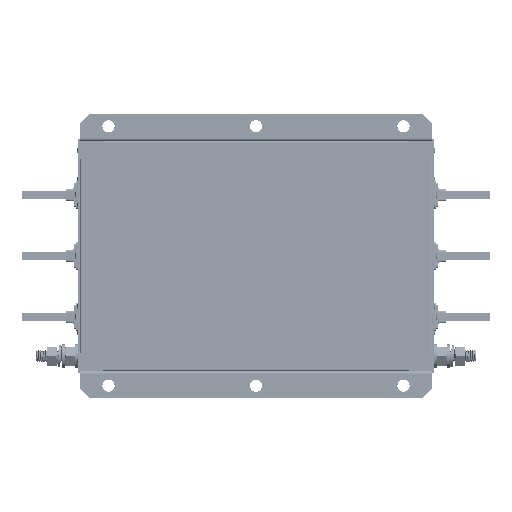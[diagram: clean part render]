
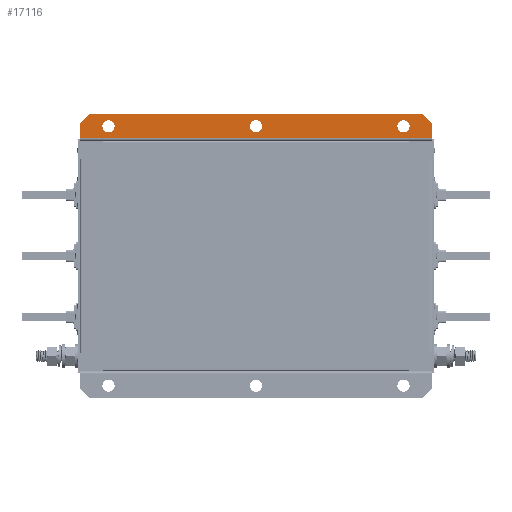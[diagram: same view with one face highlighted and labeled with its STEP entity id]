
A CAD part, front view. The second image highlights one B-rep face of the part: STEP entity #17116.
In plain terms, the highlighted face is planar.
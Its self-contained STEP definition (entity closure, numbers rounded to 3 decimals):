
#117 = LINE ( 'NONE', #21054, #22783 ) ;
#233 = CIRCLE ( 'NONE', #18205, 6. ) ;
#401 = DIRECTION ( 'NONE',  ( 0., 0., 1. ) ) ;
#510 = CARTESIAN_POINT ( 'NONE',  ( 0., 170., -121.5 ) ) ;
#956 = LINE ( 'NONE', #6546, #25001 ) ;
#1186 = CARTESIAN_POINT ( 'NONE',  ( 145., 170., -127.5 ) ) ;
#1593 = CIRCLE ( 'NONE', #11515, 6. ) ;
#1703 = ORIENTED_EDGE ( 'NONE', *, *, #3551, .T. ) ;
#1769 = CARTESIAN_POINT ( 'NONE',  ( 173., 170., -115.5 ) ) ;
#2657 = EDGE_CURVE ( 'NONE', #9836, #27258, #9711, .T. ) ;
#3551 = EDGE_CURVE ( 'NONE', #16084, #20192, #9193, .T. ) ;
#3578 = CARTESIAN_POINT ( 'NONE',  ( 145., 170., -127.5 ) ) ;
#4207 = CARTESIAN_POINT ( 'NONE',  ( -145., 170., -127.5 ) ) ;
#5259 = CARTESIAN_POINT ( 'NONE',  ( 0., 170., -133.5 ) ) ;
#5575 = CARTESIAN_POINT ( 'NONE',  ( -145., 170., -121.5 ) ) ;
#6106 = FACE_BOUND ( 'NONE', #11590, .T. ) ;
#6492 = EDGE_CURVE ( 'NONE', #35975, #34726, #7009, .T. ) ;
#6546 = CARTESIAN_POINT ( 'NONE',  ( -173., 170., 0. ) ) ;
#6881 = DIRECTION ( 'NONE',  ( -0.707, 0., 0.707 ) ) ;
#6952 = DIRECTION ( 'NONE',  ( 0., 0., 1. ) ) ;
#7009 = CIRCLE ( 'NONE', #18233, 6. ) ;
#7314 = CARTESIAN_POINT ( 'NONE',  ( 0., 170., -127.5 ) ) ;
#8117 = AXIS2_PLACEMENT_3D ( 'NONE', #4207, #21536, #27367 ) ;
#9193 = LINE ( 'NONE', #32944, #20582 ) ;
#9711 = LINE ( 'NONE', #21602, #11845 ) ;
#9836 = VERTEX_POINT ( 'NONE', #1769 ) ;
#10322 = EDGE_CURVE ( 'NONE', #14027, #27258, #956, .T. ) ;
#10525 = EDGE_LOOP ( 'NONE', ( #34490, #32564 ) ) ;
#11515 = AXIS2_PLACEMENT_3D ( 'NONE', #7314, #36665, #6952 ) ;
#11590 = EDGE_LOOP ( 'NONE', ( #36708, #13708 ) ) ;
#11845 = VECTOR ( 'NONE', #15771, 1000. ) ;
#12514 = FACE_BOUND ( 'NONE', #10525, .T. ) ;
#12554 = CARTESIAN_POINT ( 'NONE',  ( -145., 170., -133.5 ) ) ;
#12774 = DIRECTION ( 'NONE',  ( 0., 0., 1. ) ) ;
#13167 = CARTESIAN_POINT ( 'NONE',  ( 173., 170., -130. ) ) ;
#13230 = CARTESIAN_POINT ( 'NONE',  ( -145., 170., -127.5 ) ) ;
#13549 = LINE ( 'NONE', #34344, #31843 ) ;
#13708 = ORIENTED_EDGE ( 'NONE', *, *, #26998, .F. ) ;
#13916 = ORIENTED_EDGE ( 'NONE', *, *, #34766, .T. ) ;
#14027 = VERTEX_POINT ( 'NONE', #26638 ) ;
#14428 = ORIENTED_EDGE ( 'NONE', *, *, #10322, .T. ) ;
#14680 = PLANE ( 'NONE',  #28047 ) ;
#15237 = FACE_BOUND ( 'NONE', #24517, .T. ) ;
#15626 = VERTEX_POINT ( 'NONE', #5259 ) ;
#15771 = DIRECTION ( 'NONE',  ( -1., 0., 0. ) ) ;
#16006 = LINE ( 'NONE', #33537, #27441 ) ;
#16084 = VERTEX_POINT ( 'NONE', #16896 ) ;
#16896 = CARTESIAN_POINT ( 'NONE',  ( 163., 170., -140. ) ) ;
#17116 = ADVANCED_FACE ( 'NONE', ( #12514, #15237, #6106, #24372 ), #14680, .F. ) ;
#17347 = CIRCLE ( 'NONE', #36546, 6. ) ;
#17803 = ORIENTED_EDGE ( 'NONE', *, *, #23470, .F. ) ;
#18174 = DIRECTION ( 'NONE',  ( -1., 0., 0. ) ) ;
#18205 = AXIS2_PLACEMENT_3D ( 'NONE', #24473, #36483, #401 ) ;
#18233 = AXIS2_PLACEMENT_3D ( 'NONE', #1186, #36873, #24496 ) ;
#18585 = CARTESIAN_POINT ( 'NONE',  ( 145., 170., -121.5 ) ) ;
#20192 = VERTEX_POINT ( 'NONE', #20202 ) ;
#20202 = CARTESIAN_POINT ( 'NONE',  ( -163., 170., -140. ) ) ;
#20582 = VECTOR ( 'NONE', #18174, 1000. ) ;
#20591 = ORIENTED_EDGE ( 'NONE', *, *, #32599, .T. ) ;
#20720 = DIRECTION ( 'NONE',  ( 0., 0., 1. ) ) ;
#21054 = CARTESIAN_POINT ( 'NONE',  ( 163., 170., -140. ) ) ;
#21075 = CARTESIAN_POINT ( 'NONE',  ( 0., 170., 0. ) ) ;
#21262 = DIRECTION ( 'NONE',  ( 0., 0., -1. ) ) ;
#21452 = CIRCLE ( 'NONE', #22702, 6. ) ;
#21536 = DIRECTION ( 'NONE',  ( 0., 1., 0. ) ) ;
#21602 = CARTESIAN_POINT ( 'NONE',  ( -173., 170., -115.5 ) ) ;
#21973 = EDGE_CURVE ( 'NONE', #35940, #16084, #117, .T. ) ;
#22702 = AXIS2_PLACEMENT_3D ( 'NONE', #3578, #29673, #20720 ) ;
#22783 = VECTOR ( 'NONE', #29634, 1000. ) ;
#23470 = EDGE_CURVE ( 'NONE', #34726, #35975, #21452, .T. ) ;
#24120 = EDGE_CURVE ( 'NONE', #25166, #15626, #1593, .T. ) ;
#24372 = FACE_OUTER_BOUND ( 'NONE', #34369, .T. ) ;
#24473 = CARTESIAN_POINT ( 'NONE',  ( 0., 170., -127.5 ) ) ;
#24496 = DIRECTION ( 'NONE',  ( 0., 0., 1. ) ) ;
#24517 = EDGE_LOOP ( 'NONE', ( #17803, #30088 ) ) ;
#25001 = VECTOR ( 'NONE', #12774, 1000. ) ;
#25071 = DIRECTION ( 'NONE',  ( 0., 1., 0. ) ) ;
#25166 = VERTEX_POINT ( 'NONE', #510 ) ;
#26638 = CARTESIAN_POINT ( 'NONE',  ( -173., 170., -130. ) ) ;
#26998 = EDGE_CURVE ( 'NONE', #31686, #28118, #17347, .T. ) ;
#27145 = ORIENTED_EDGE ( 'NONE', *, *, #21973, .T. ) ;
#27258 = VERTEX_POINT ( 'NONE', #37229 ) ;
#27367 = DIRECTION ( 'NONE',  ( 0., 0., 1. ) ) ;
#27441 = VECTOR ( 'NONE', #6881, 1000. ) ;
#28047 = AXIS2_PLACEMENT_3D ( 'NONE', #21075, #30217, #21262 ) ;
#28118 = VERTEX_POINT ( 'NONE', #5575 ) ;
#29634 = DIRECTION ( 'NONE',  ( -0.707, 0., -0.707 ) ) ;
#29673 = DIRECTION ( 'NONE',  ( 0., 1., 0. ) ) ;
#30088 = ORIENTED_EDGE ( 'NONE', *, *, #6492, .F. ) ;
#30217 = DIRECTION ( 'NONE',  ( 0., -1., 0. ) ) ;
#30867 = CARTESIAN_POINT ( 'NONE',  ( 145., 170., -133.5 ) ) ;
#31686 = VERTEX_POINT ( 'NONE', #12554 ) ;
#31843 = VECTOR ( 'NONE', #37806, 1000. ) ;
#32525 = EDGE_CURVE ( 'NONE', #28118, #31686, #33596, .T. ) ;
#32564 = ORIENTED_EDGE ( 'NONE', *, *, #35858, .F. ) ;
#32599 = EDGE_CURVE ( 'NONE', #9836, #35940, #13549, .T. ) ;
#32944 = CARTESIAN_POINT ( 'NONE',  ( 0., 170., -140. ) ) ;
#33537 = CARTESIAN_POINT ( 'NONE',  ( -173., 170., -130. ) ) ;
#33596 = CIRCLE ( 'NONE', #8117, 6. ) ;
#34344 = CARTESIAN_POINT ( 'NONE',  ( 173., 170., 0. ) ) ;
#34369 = EDGE_LOOP ( 'NONE', ( #1703, #13916, #14428, #34873, #20591, #27145 ) ) ;
#34490 = ORIENTED_EDGE ( 'NONE', *, *, #24120, .F. ) ;
#34726 = VERTEX_POINT ( 'NONE', #18585 ) ;
#34766 = EDGE_CURVE ( 'NONE', #20192, #14027, #16006, .T. ) ;
#34873 = ORIENTED_EDGE ( 'NONE', *, *, #2657, .F. ) ;
#35858 = EDGE_CURVE ( 'NONE', #15626, #25166, #233, .T. ) ;
#35940 = VERTEX_POINT ( 'NONE', #13167 ) ;
#35975 = VERTEX_POINT ( 'NONE', #30867 ) ;
#36483 = DIRECTION ( 'NONE',  ( 0., 1., 0. ) ) ;
#36546 = AXIS2_PLACEMENT_3D ( 'NONE', #13230, #25071, #37076 ) ;
#36665 = DIRECTION ( 'NONE',  ( 0., 1., 0. ) ) ;
#36708 = ORIENTED_EDGE ( 'NONE', *, *, #32525, .F. ) ;
#36873 = DIRECTION ( 'NONE',  ( 0., 1., 0. ) ) ;
#37076 = DIRECTION ( 'NONE',  ( 0., 0., 1. ) ) ;
#37229 = CARTESIAN_POINT ( 'NONE',  ( -173., 170., -115.5 ) ) ;
#37806 = DIRECTION ( 'NONE',  ( 0., 0., -1. ) ) ;
